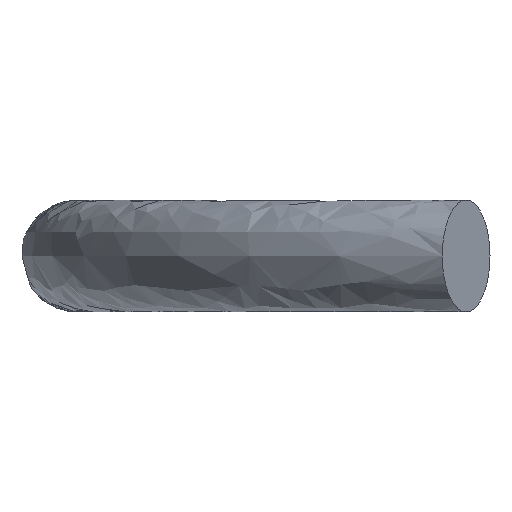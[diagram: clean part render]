
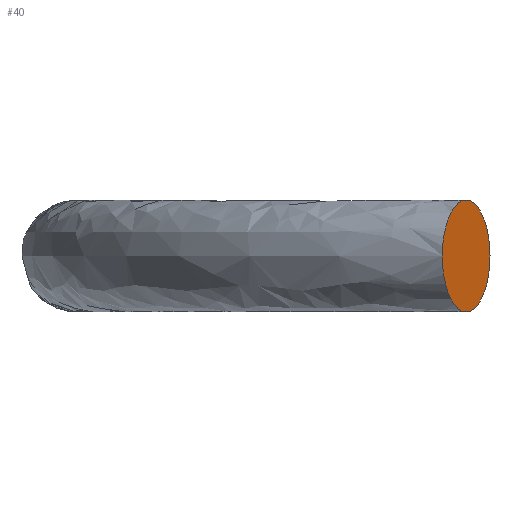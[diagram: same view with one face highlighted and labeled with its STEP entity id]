
A CAD part, left-side view. The second image highlights one B-rep face of the part: STEP entity #40.
In plain terms, the highlighted planar face has unit normal (-0.427, -0.904, 0).
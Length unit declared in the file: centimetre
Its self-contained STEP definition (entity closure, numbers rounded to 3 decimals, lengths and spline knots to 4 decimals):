
#16=PLANE('',#46);
#19=FACE_OUTER_BOUND('',#22,.T.);
#22=EDGE_LOOP('',(#36));
#24=CIRCLE('',#43,5.);
#26=VERTEX_POINT('',#288);
#28=EDGE_CURVE('',#26,#26,#24,.T.);
#36=ORIENTED_EDGE('',*,*,#28,.T.);
#40=ADVANCED_FACE('',(#19),#16,.T.);
#43=AXIS2_PLACEMENT_3D('',#289,#49,#50);
#46=AXIS2_PLACEMENT_3D('',#303,#55,#56);
#49=DIRECTION('center_axis',(-0.427,-0.904,0.));
#50=DIRECTION('ref_axis',(0.904,-0.427,0.));
#55=DIRECTION('center_axis',(-0.427,-0.904,0.));
#56=DIRECTION('ref_axis',(0.,0.,-1.));
#288=CARTESIAN_POINT('',(-4.521,2.1355,1.));
#289=CARTESIAN_POINT('Origin',(0.,0.,1.));
#303=CARTESIAN_POINT('Origin',(0.,0.,
1.));
